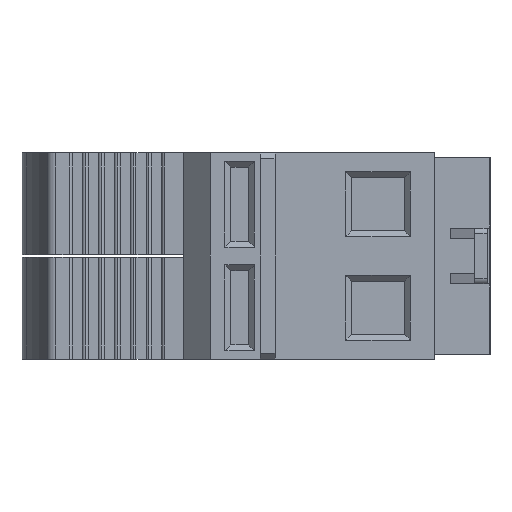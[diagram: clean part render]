
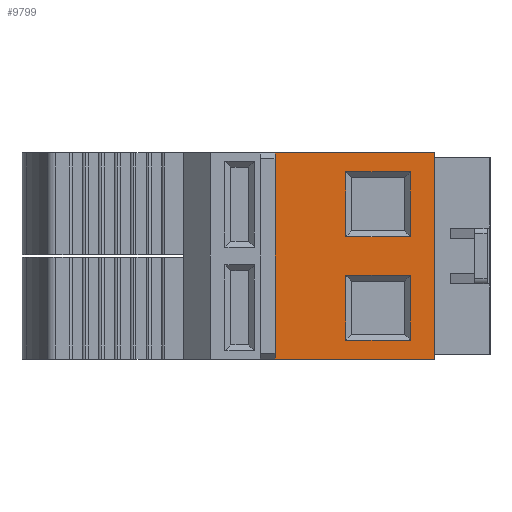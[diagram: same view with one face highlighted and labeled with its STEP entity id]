
A CAD part, left-side view. The second image highlights one B-rep face of the part: STEP entity #9799.
In plain terms, the highlighted planar face has unit normal (1, 0, 0).
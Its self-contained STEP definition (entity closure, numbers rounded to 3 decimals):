
#12 = LINE ( 'NONE', #10658, #2248 ) ;
#31 = LINE ( 'NONE', #8202, #5902 ) ;
#536 = VECTOR ( 'NONE', #1077, 1000. ) ;
#556 = ORIENTED_EDGE ( 'NONE', *, *, #2687, .F. ) ;
#608 = DIRECTION ( 'NONE',  ( 0., 0., 1. ) ) ;
#852 = ORIENTED_EDGE ( 'NONE', *, *, #8290, .F. ) ;
#902 = DIRECTION ( 'NONE',  ( 0., 0., 1. ) ) ;
#957 = VECTOR ( 'NONE', #2894, 1000. ) ;
#1053 = DIRECTION ( 'NONE',  ( 0., 0., -1. ) ) ;
#1077 = DIRECTION ( 'NONE',  ( 0., 0., -1. ) ) ;
#1414 = VECTOR ( 'NONE', #9509, 1000. ) ;
#1474 = ORIENTED_EDGE ( 'NONE', *, *, #3878, .T. ) ;
#1619 = LINE ( 'NONE', #4512, #2081 ) ;
#1952 = VECTOR ( 'NONE', #608, 1000. ) ;
#1953 = DIRECTION ( 'NONE',  ( 0., -1., 0. ) ) ;
#2017 = CARTESIAN_POINT ( 'NONE',  ( -46.5, -3.25, 3.2 ) ) ;
#2033 = ORIENTED_EDGE ( 'NONE', *, *, #2959, .F. ) ;
#2081 = VECTOR ( 'NONE', #9189, 1000. ) ;
#2198 = VECTOR ( 'NONE', #5208, 1000. ) ;
#2248 = VECTOR ( 'NONE', #1953, 1000. ) ;
#2398 = CARTESIAN_POINT ( 'NONE',  ( -46.5, -30.25, 35. ) ) ;
#2530 = VERTEX_POINT ( 'NONE', #10021 ) ;
#2541 = VERTEX_POINT ( 'NONE', #7168 ) ;
#2561 = VERTEX_POINT ( 'NONE', #5256 ) ;
#2687 = EDGE_CURVE ( 'NONE', #5073, #8093, #4499, .T. ) ;
#2691 = VECTOR ( 'NONE', #902, 1000. ) ;
#2728 = ORIENTED_EDGE ( 'NONE', *, *, #11383, .F. ) ;
#2894 = DIRECTION ( 'NONE',  ( 0., -1., 0. ) ) ;
#2959 = EDGE_CURVE ( 'NONE', #11161, #5073, #3266, .T. ) ;
#3104 = VERTEX_POINT ( 'NONE', #8526 ) ;
#3245 = CARTESIAN_POINT ( 'NONE',  ( -46.5, -3.25, 0. ) ) ;
#3266 = LINE ( 'NONE', #2017, #6443 ) ;
#3547 = ORIENTED_EDGE ( 'NONE', *, *, #7008, .F. ) ;
#3628 = CARTESIAN_POINT ( 'NONE',  ( -46.5, -3.25, 0. ) ) ;
#3850 = FACE_OUTER_BOUND ( 'NONE', #8458, .T. ) ;
#3877 = VERTEX_POINT ( 'NONE', #11659 ) ;
#3878 = EDGE_CURVE ( 'NONE', #6975, #11767, #4668, .T. ) ;
#3992 = ORIENTED_EDGE ( 'NONE', *, *, #9124, .F. ) ;
#4212 = DIRECTION ( 'NONE',  ( 0., -1., 0. ) ) ;
#4255 = EDGE_CURVE ( 'NONE', #9468, #3877, #7588, .T. ) ;
#4499 = LINE ( 'NONE', #12229, #1952 ) ;
#4512 = CARTESIAN_POINT ( 'NONE',  ( -46.5, -3.25, 20.8 ) ) ;
#4559 = EDGE_CURVE ( 'NONE', #2530, #10783, #6823, .T. ) ;
#4668 = LINE ( 'NONE', #7053, #9341 ) ;
#4944 = ORIENTED_EDGE ( 'NONE', *, *, #12029, .T. ) ;
#5073 = VERTEX_POINT ( 'NONE', #7932 ) ;
#5090 = VECTOR ( 'NONE', #8882, 1000. ) ;
#5112 = ORIENTED_EDGE ( 'NONE', *, *, #6790, .F. ) ;
#5208 = DIRECTION ( 'NONE',  ( 0., 0., 1. ) ) ;
#5242 = CARTESIAN_POINT ( 'NONE',  ( -46.5, -3.25, 34. ) ) ;
#5256 = CARTESIAN_POINT ( 'NONE',  ( -46.5, -26.25, 20.8 ) ) ;
#5606 = CARTESIAN_POINT ( 'NONE',  ( -46.5, -30.25, 0. ) ) ;
#5681 = CARTESIAN_POINT ( 'NONE',  ( -46.5, -26.25, 14.2 ) ) ;
#5857 = LINE ( 'NONE', #11525, #2691 ) ;
#5902 = VECTOR ( 'NONE', #10137, 1000. ) ;
#6001 = CARTESIAN_POINT ( 'NONE',  ( -46.5, -7.72, 35. ) ) ;
#6280 = EDGE_CURVE ( 'NONE', #9468, #2541, #31, .T. ) ;
#6354 = CARTESIAN_POINT ( 'NONE',  ( -46.5, -26.25, 3.2 ) ) ;
#6356 = LINE ( 'NONE', #11478, #6410 ) ;
#6410 = VECTOR ( 'NONE', #1053, 1000. ) ;
#6443 = VECTOR ( 'NONE', #7739, 1000. ) ;
#6523 = VERTEX_POINT ( 'NONE', #5681 ) ;
#6683 = VECTOR ( 'NONE', #10641, 1000. ) ;
#6723 = VERTEX_POINT ( 'NONE', #9801 ) ;
#6779 = EDGE_LOOP ( 'NONE', ( #556, #2033, #2728, #7570 ) ) ;
#6790 = EDGE_CURVE ( 'NONE', #10783, #2561, #8636, .T. ) ;
#6823 = LINE ( 'NONE', #10595, #957 ) ;
#6942 = CARTESIAN_POINT ( 'NONE',  ( -46.5, -15.25, 14.2 ) ) ;
#6975 = VERTEX_POINT ( 'NONE', #2398 ) ;
#7008 = EDGE_CURVE ( 'NONE', #6723, #2530, #7770, .T. ) ;
#7053 = CARTESIAN_POINT ( 'NONE',  ( -46.5, -30.25, 0. ) ) ;
#7168 = CARTESIAN_POINT ( 'NONE',  ( -46.5, -3.25, 1. ) ) ;
#7570 = ORIENTED_EDGE ( 'NONE', *, *, #10689, .F. ) ;
#7588 = LINE ( 'NONE', #3628, #1414 ) ;
#7739 = DIRECTION ( 'NONE',  ( 0., 1., 0. ) ) ;
#7770 = LINE ( 'NONE', #12036, #2198 ) ;
#7932 = CARTESIAN_POINT ( 'NONE',  ( -46.5, -15.25, 3.2 ) ) ;
#8043 = PLANE ( 'NONE',  #11546 ) ;
#8093 = VERTEX_POINT ( 'NONE', #6942 ) ;
#8202 = CARTESIAN_POINT ( 'NONE',  ( -46.5, -3.25, 0. ) ) ;
#8290 = EDGE_CURVE ( 'NONE', #2561, #6723, #1619, .T. ) ;
#8303 = ORIENTED_EDGE ( 'NONE', *, *, #12249, .T. ) ;
#8458 = EDGE_LOOP ( 'NONE', ( #11793, #10941, #8303, #1474, #3992, #4944 ) ) ;
#8526 = CARTESIAN_POINT ( 'NONE',  ( -46.5, -3.25, 0. ) ) ;
#8636 = LINE ( 'NONE', #9836, #536 ) ;
#8660 = CARTESIAN_POINT ( 'NONE',  ( -46.5, -7.72, 0. ) ) ;
#8882 = DIRECTION ( 'NONE',  ( 0., -1., 0. ) ) ;
#8941 = FACE_BOUND ( 'NONE', #6779, .T. ) ;
#9124 = EDGE_CURVE ( 'NONE', #3104, #11767, #9360, .T. ) ;
#9189 = DIRECTION ( 'NONE',  ( 0., 1., 0. ) ) ;
#9341 = VECTOR ( 'NONE', #9940, 1000. ) ;
#9360 = LINE ( 'NONE', #8660, #6683 ) ;
#9468 = VERTEX_POINT ( 'NONE', #5242 ) ;
#9509 = DIRECTION ( 'NONE',  ( 0., 0., 1. ) ) ;
#9596 = EDGE_LOOP ( 'NONE', ( #3547, #852, #5112, #9854 ) ) ;
#9799 = ADVANCED_FACE ( 'NONE', ( #11056, #8941, #3850 ), #8043, .F. ) ;
#9801 = CARTESIAN_POINT ( 'NONE',  ( -46.5, -15.25, 20.8 ) ) ;
#9836 = CARTESIAN_POINT ( 'NONE',  ( -46.5, -26.25, 0. ) ) ;
#9854 = ORIENTED_EDGE ( 'NONE', *, *, #4559, .F. ) ;
#9940 = DIRECTION ( 'NONE',  ( 0., 0., -1. ) ) ;
#9979 = DIRECTION ( 'NONE',  ( -1., 0., 0. ) ) ;
#10021 = CARTESIAN_POINT ( 'NONE',  ( -46.5, -15.25, 31.8 ) ) ;
#10137 = DIRECTION ( 'NONE',  ( 0., 0., -1. ) ) ;
#10595 = CARTESIAN_POINT ( 'NONE',  ( -46.5, -3.25, 31.8 ) ) ;
#10641 = DIRECTION ( 'NONE',  ( 0., -1., 0. ) ) ;
#10658 = CARTESIAN_POINT ( 'NONE',  ( -46.5, -3.25, 14.2 ) ) ;
#10689 = EDGE_CURVE ( 'NONE', #8093, #6523, #12, .T. ) ;
#10783 = VERTEX_POINT ( 'NONE', #11869 ) ;
#10813 = LINE ( 'NONE', #6001, #5090 ) ;
#10941 = ORIENTED_EDGE ( 'NONE', *, *, #4255, .T. ) ;
#11056 = FACE_BOUND ( 'NONE', #9596, .T. ) ;
#11161 = VERTEX_POINT ( 'NONE', #6354 ) ;
#11383 = EDGE_CURVE ( 'NONE', #6523, #11161, #6356, .T. ) ;
#11478 = CARTESIAN_POINT ( 'NONE',  ( -46.5, -26.25, 0. ) ) ;
#11525 = CARTESIAN_POINT ( 'NONE',  ( -46.5, -3.25, 0. ) ) ;
#11546 = AXIS2_PLACEMENT_3D ( 'NONE', #3245, #9979, #4212 ) ;
#11659 = CARTESIAN_POINT ( 'NONE',  ( -46.5, -3.25, 35. ) ) ;
#11767 = VERTEX_POINT ( 'NONE', #5606 ) ;
#11793 = ORIENTED_EDGE ( 'NONE', *, *, #6280, .F. ) ;
#11869 = CARTESIAN_POINT ( 'NONE',  ( -46.5, -26.25, 31.8 ) ) ;
#12029 = EDGE_CURVE ( 'NONE', #3104, #2541, #5857, .T. ) ;
#12036 = CARTESIAN_POINT ( 'NONE',  ( -46.5, -15.25, 0. ) ) ;
#12229 = CARTESIAN_POINT ( 'NONE',  ( -46.5, -15.25, 0. ) ) ;
#12249 = EDGE_CURVE ( 'NONE', #3877, #6975, #10813, .T. ) ;
